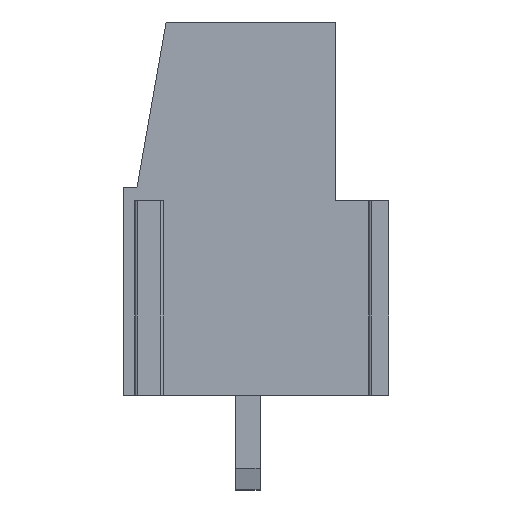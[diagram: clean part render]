
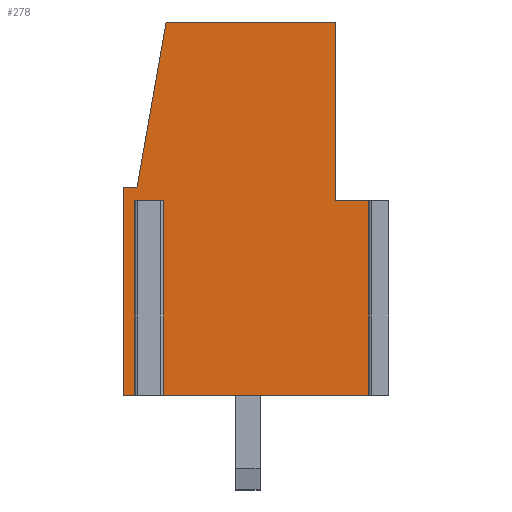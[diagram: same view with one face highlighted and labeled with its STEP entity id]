
A CAD part, left-side view. The second image highlights one B-rep face of the part: STEP entity #278.
In plain terms, the highlighted planar face has unit normal (-1, 0, 0).
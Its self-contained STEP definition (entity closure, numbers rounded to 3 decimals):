
#278 = ADVANCED_FACE( 'F0', ( #688 ), #689, .T. );
#688 = FACE_OUTER_BOUND( '', #1252, .T. );
#689 = PLANE( '', #1253 );
#1252 = EDGE_LOOP( '', ( #1831, #1832, #1833, #1834, #1835, #1836, #1837, #1838, #1839, #1840, #1841, #1842 ) );
#1253 = AXIS2_PLACEMENT_3D( '', #1843, #1844, #1845 );
#1831 = ORIENTED_EDGE( '', *, *, #3506, .T. );
#1832 = ORIENTED_EDGE( '', *, *, #3507, .T. );
#1833 = ORIENTED_EDGE( '', *, *, #3508, .T. );
#1834 = ORIENTED_EDGE( '', *, *, #3509, .T. );
#1835 = ORIENTED_EDGE( '', *, *, #3510, .T. );
#1836 = ORIENTED_EDGE( '', *, *, #3511, .F. );
#1837 = ORIENTED_EDGE( '', *, *, #3512, .T. );
#1838 = ORIENTED_EDGE( '', *, *, #3513, .T. );
#1839 = ORIENTED_EDGE( '', *, *, #3514, .T. );
#1840 = ORIENTED_EDGE( '', *, *, #3515, .T. );
#1841 = ORIENTED_EDGE( '', *, *, #3516, .T. );
#1842 = ORIENTED_EDGE( '', *, *, #3517, .T. );
#1843 = CARTESIAN_POINT( '', ( -2.54, 0., 0. ) );
#1844 = DIRECTION( '', ( -1., 0., 0. ) );
#1845 = DIRECTION( '', ( 0., 1., 0. ) );
#3506 = EDGE_CURVE( '', #4193, #4194, #4195, .T. );
#3507 = EDGE_CURVE( '', #4194, #4196, #4197, .T. );
#3508 = EDGE_CURVE( '', #4196, #4198, #4199, .T. );
#3509 = EDGE_CURVE( '', #4198, #4200, #4201, .T. );
#3510 = EDGE_CURVE( '', #4200, #4202, #4203, .T. );
#3511 = EDGE_CURVE( '', #4204, #4202, #4205, .T. );
#3512 = EDGE_CURVE( '', #4204, #4206, #4207, .T. );
#3513 = EDGE_CURVE( '', #4206, #4208, #4209, .T. );
#3514 = EDGE_CURVE( '', #4208, #4210, #4211, .T. );
#3515 = EDGE_CURVE( '', #4210, #4212, #4213, .T. );
#3516 = EDGE_CURVE( '', #4212, #4214, #4215, .T. );
#3517 = EDGE_CURVE( '', #4214, #4193, #4216, .T. );
#4193 = VERTEX_POINT( '', #5190 );
#4194 = VERTEX_POINT( '', #5191 );
#4195 = LINE( '', #5192, #5193 );
#4196 = VERTEX_POINT( '', #5194 );
#4197 = LINE( '', #5195, #5196 );
#4198 = VERTEX_POINT( '', #5197 );
#4199 = LINE( '', #5198, #5199 );
#4200 = VERTEX_POINT( '', #5200 );
#4201 = LINE( '', #5201, #5202 );
#4202 = VERTEX_POINT( '', #5203 );
#4203 = LINE( '', #5204, #5205 );
#4204 = VERTEX_POINT( '', #5206 );
#4205 = LINE( '', #5207, #5208 );
#4206 = VERTEX_POINT( '', #5209 );
#4207 = LINE( '', #5210, #5211 );
#4208 = VERTEX_POINT( '', #5212 );
#4209 = LINE( '', #5213, #5214 );
#4210 = VERTEX_POINT( '', #5215 );
#4211 = LINE( '', #5216, #5217 );
#4212 = VERTEX_POINT( '', #5218 );
#4213 = LINE( '', #5219, #5220 );
#4214 = VERTEX_POINT( '', #5221 );
#4215 = LINE( '', #5222, #5223 );
#4216 = LINE( '', #5224, #5225 );
#5190 = CARTESIAN_POINT( '', ( -2.54, -1.576, 13.8 ) );
#5191 = CARTESIAN_POINT( '', ( -2.54, -0.5, 7.7 ) );
#5192 = CARTESIAN_POINT( '', ( -2.54, 2.798, -11.007 ) );
#5193 = VECTOR( '', #6574, 1000. );
#5194 = CARTESIAN_POINT( '', ( -2.54, 0., 7.7 ) );
#5195 = CARTESIAN_POINT( '', ( -2.54, 0., 7.7 ) );
#5196 = VECTOR( '', #6575, 1000. );
#5197 = CARTESIAN_POINT( '', ( -2.54, 0., 0. ) );
#5198 = CARTESIAN_POINT( '', ( -2.54, 0., -11.5 ) );
#5199 = VECTOR( '', #6576, 1000. );
#5200 = CARTESIAN_POINT( '', ( -2.54, -0.696, 0. ) );
#5201 = CARTESIAN_POINT( '', ( -2.54, 0., 0. ) );
#5202 = VECTOR( '', #6577, 1000. );
#5203 = CARTESIAN_POINT( '', ( -2.54, -0.696, 7.2 ) );
#5204 = CARTESIAN_POINT( '', ( -2.54, -0.696, 0. ) );
#5205 = VECTOR( '', #6578, 1000. );
#5206 = CARTESIAN_POINT( '', ( -2.54, -1.204, 7.2 ) );
#5207 = CARTESIAN_POINT( '', ( -2.54, 0., 7.2 ) );
#5208 = VECTOR( '', #6579, 1000. );
#5209 = CARTESIAN_POINT( '', ( -2.54, -1.204, 0. ) );
#5210 = CARTESIAN_POINT( '', ( -2.54, -1.204, 0. ) );
#5211 = VECTOR( '', #6580, 1000. );
#5212 = CARTESIAN_POINT( '', ( -2.54, -9.346, 0. ) );
#5213 = CARTESIAN_POINT( '', ( -2.54, 0., 0. ) );
#5214 = VECTOR( '', #6581, 1000. );
#5215 = CARTESIAN_POINT( '', ( -2.54, -9.346, 7.2 ) );
#5216 = CARTESIAN_POINT( '', ( -2.54, -9.346, 0. ) );
#5217 = VECTOR( '', #6582, 1000. );
#5218 = CARTESIAN_POINT( '', ( -2.54, -7.85, 7.2 ) );
#5219 = CARTESIAN_POINT( '', ( -2.54, 0., 7.2 ) );
#5220 = VECTOR( '', #6583, 1000. );
#5221 = CARTESIAN_POINT( '', ( -2.54, -7.85, 13.8 ) );
#5222 = CARTESIAN_POINT( '', ( -2.54, -7.85, 0. ) );
#5223 = VECTOR( '', #6584, 1000. );
#5224 = CARTESIAN_POINT( '', ( -2.54, 0., 13.8 ) );
#5225 = VECTOR( '', #6585, 1000. );
#6574 = DIRECTION( '', ( 0., 0.174, -0.985 ) );
#6575 = DIRECTION( '', ( 0., 1., 0. ) );
#6576 = DIRECTION( '', ( 0., 0., -1. ) );
#6577 = DIRECTION( '', ( 0., -1., 0. ) );
#6578 = DIRECTION( '', ( 0., 0., 1. ) );
#6579 = DIRECTION( '', ( 0., 1., 0. ) );
#6580 = DIRECTION( '', ( 0., 0., -1. ) );
#6581 = DIRECTION( '', ( 0., -1., 0. ) );
#6582 = DIRECTION( '', ( 0., 0., 1. ) );
#6583 = DIRECTION( '', ( 0., 1., 0. ) );
#6584 = DIRECTION( '', ( 0., 0., 1. ) );
#6585 = DIRECTION( '', ( 0., 1., 0. ) );
